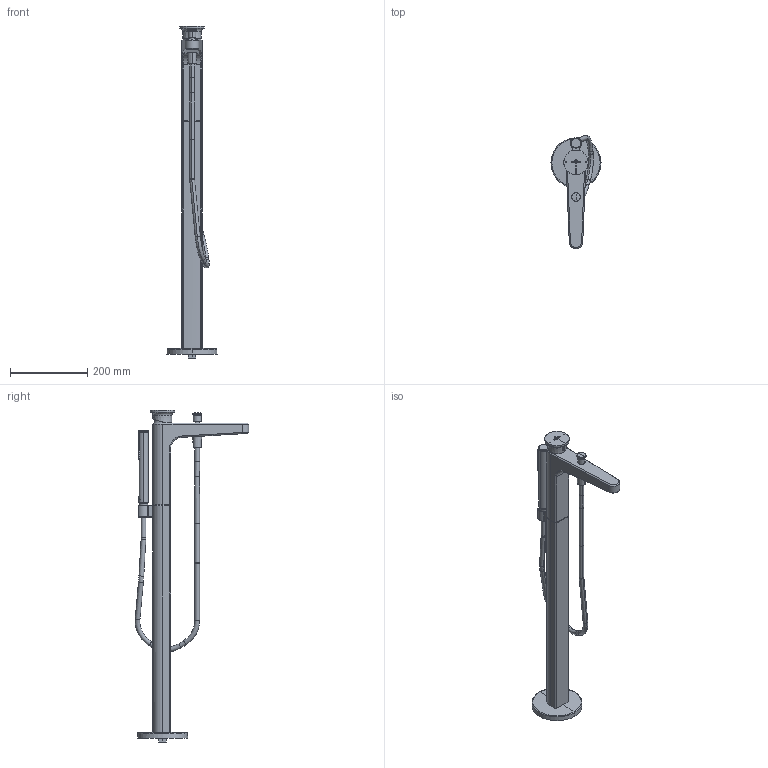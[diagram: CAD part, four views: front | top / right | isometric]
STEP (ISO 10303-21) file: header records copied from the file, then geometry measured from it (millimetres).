
FILE_DESCRIPTION((''),'2;1');
FILE_NAME('TVT117001000_3DPL','2026-02-05T13:41:13',('HristovG'),('AMERICAN STANDARD B&K'),'CREO PARAMETRIC BY PTC INC, 2024253','CREO PARAMETRIC BY PTC INC, 2024253','');
FILE_SCHEMA(('AP242_MANAGED_MODEL_BASED_3D_ENGINEERING_MIM_LF { 1 0 10303 442 1 1 4 }'));
Products named in the file (1): TVT117001000_3DPL
Bounding box: 130 x 295.03 x 862.14 mm (x, y, z)
Volume: 2510361.6 mm3; surface area: 271317.7 mm2
Topology: 1 solids, 4 shells, 1367 faces, 3363 edges, 2149 vertices
Faces by surface type: plane 553, torus 195, cylinder 188, bspline 144, cone 138, extrusion 131, sphere 18
Entity records: 62500 total; most frequent: CARTESIAN_POINT 25723, ORIENTED_EDGE 6704, DIRECTION 5641, EDGE_CURVE 3358, VERTEX_POINT 2150, AXIS2_PLACEMENT_3D 1978, VECTOR 1685, LINE 1554
